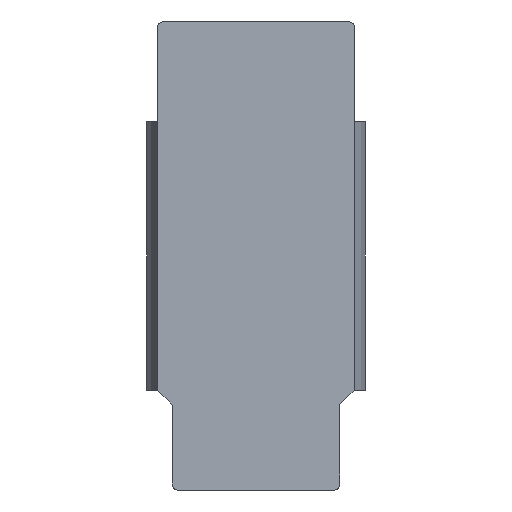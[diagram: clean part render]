
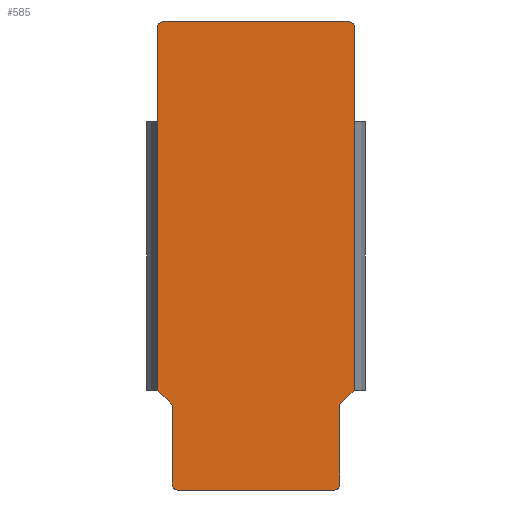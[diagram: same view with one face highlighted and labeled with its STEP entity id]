
A CAD part, front view. The second image highlights one B-rep face of the part: STEP entity #585.
In plain terms, the highlighted planar face has unit normal (0, -1, 0).
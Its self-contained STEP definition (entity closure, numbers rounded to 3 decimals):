
#34=FACE_OUTER_BOUND('',#66,.T.);
#66=EDGE_LOOP('',(#431,#432,#433,#434,#435,#436,#437,#438,#439,#440,#441,
#442,#443));
#92=CIRCLE('',#629,0.5);
#95=CIRCLE('',#637,0.5);
#97=CIRCLE('',#641,0.5);
#98=CIRCLE('',#642,0.5);
#125=LINE('',#895,#189);
#130=LINE('',#905,#194);
#135=LINE('',#921,#199);
#136=LINE('',#923,#200);
#137=LINE('',#925,#201);
#138=LINE('',#929,#202);
#139=LINE('',#933,#203);
#140=LINE('',#935,#204);
#141=LINE('',#936,#205);
#189=VECTOR('',#716,10.);
#194=VECTOR('',#723,10.);
#199=VECTOR('',#742,10.);
#200=VECTOR('',#743,10.);
#201=VECTOR('',#744,10.);
#202=VECTOR('',#747,10.);
#203=VECTOR('',#750,10.);
#204=VECTOR('',#751,10.);
#205=VECTOR('',#752,10.);
#250=VERTEX_POINT('',#880);
#251=VERTEX_POINT('',#882);
#254=VERTEX_POINT('',#892);
#255=VERTEX_POINT('',#894);
#259=VERTEX_POINT('',#904);
#263=VERTEX_POINT('',#920);
#264=VERTEX_POINT('',#922);
#265=VERTEX_POINT('',#924);
#266=VERTEX_POINT('',#926);
#267=VERTEX_POINT('',#928);
#268=VERTEX_POINT('',#930);
#269=VERTEX_POINT('',#932);
#270=VERTEX_POINT('',#934);
#309=EDGE_CURVE('',#250,#251,#92,.T.);
#315=EDGE_CURVE('',#255,#254,#125,.T.);
#320=EDGE_CURVE('',#251,#259,#130,.T.);
#326=EDGE_CURVE('',#259,#254,#95,.T.);
#328=EDGE_CURVE('',#263,#250,#135,.T.);
#329=EDGE_CURVE('',#264,#263,#136,.T.);
#330=EDGE_CURVE('',#264,#265,#137,.T.);
#331=EDGE_CURVE('',#266,#265,#97,.T.);
#332=EDGE_CURVE('',#266,#267,#138,.T.);
#333=EDGE_CURVE('',#268,#267,#98,.T.);
#334=EDGE_CURVE('',#268,#269,#139,.T.);
#335=EDGE_CURVE('',#270,#269,#140,.T.);
#336=EDGE_CURVE('',#270,#255,#141,.T.);
#431=ORIENTED_EDGE('',*,*,#326,.F.);
#432=ORIENTED_EDGE('',*,*,#320,.F.);
#433=ORIENTED_EDGE('',*,*,#309,.F.);
#434=ORIENTED_EDGE('',*,*,#328,.F.);
#435=ORIENTED_EDGE('',*,*,#329,.F.);
#436=ORIENTED_EDGE('',*,*,#330,.T.);
#437=ORIENTED_EDGE('',*,*,#331,.F.);
#438=ORIENTED_EDGE('',*,*,#332,.T.);
#439=ORIENTED_EDGE('',*,*,#333,.F.);
#440=ORIENTED_EDGE('',*,*,#334,.T.);
#441=ORIENTED_EDGE('',*,*,#335,.F.);
#442=ORIENTED_EDGE('',*,*,#336,.T.);
#443=ORIENTED_EDGE('',*,*,#315,.T.);
#558=PLANE('',#640);
#585=ADVANCED_FACE('',(#34),#558,.T.);
#629=AXIS2_PLACEMENT_3D('',#883,#704,#705);
#637=AXIS2_PLACEMENT_3D('',#916,#734,#735);
#640=AXIS2_PLACEMENT_3D('',#919,#740,#741);
#641=AXIS2_PLACEMENT_3D('',#927,#745,#746);
#642=AXIS2_PLACEMENT_3D('',#931,#748,#749);
#704=DIRECTION('center_axis',(0.,1.,0.));
#705=DIRECTION('ref_axis',(-0.707,0.,0.707));
#716=DIRECTION('',(0.,0.,1.));
#723=DIRECTION('',(1.,0.,0.));
#734=DIRECTION('center_axis',(0.,1.,0.));
#735=DIRECTION('ref_axis',(0.707,0.,0.707));
#740=DIRECTION('center_axis',(0.,-1.,0.));
#741=DIRECTION('ref_axis',(1.,0.,0.));
#742=DIRECTION('',(0.,0.,1.));
#743=DIRECTION('',(-0.707,0.,0.707));
#744=DIRECTION('',(0.,0.,-1.));
#745=DIRECTION('center_axis',(0.,1.,0.));
#746=DIRECTION('ref_axis',(-0.707,0.,-0.707));
#747=DIRECTION('',(1.,0.,0.));
#748=DIRECTION('center_axis',(0.,1.,0.));
#749=DIRECTION('ref_axis',(0.707,0.,-0.707));
#750=DIRECTION('',(0.,0.,1.));
#751=DIRECTION('',(-0.707,0.,-0.707));
#752=DIRECTION('',(1.,0.,0.));
#880=CARTESIAN_POINT('',(-9.875,-204.846,46.5));
#882=CARTESIAN_POINT('',(-9.375,-204.846,47.));
#883=CARTESIAN_POINT('Origin',(-9.375,-204.846,46.5));
#892=CARTESIAN_POINT('',(9.875,-204.846,46.5));
#894=CARTESIAN_POINT('',(9.875,-204.846,10.));
#895=CARTESIAN_POINT('',(9.875,-204.846,0.));
#904=CARTESIAN_POINT('',(9.375,-204.846,47.));
#905=CARTESIAN_POINT('',(-9.875,-204.846,47.));
#916=CARTESIAN_POINT('Origin',(9.375,-204.846,46.5));
#919=CARTESIAN_POINT('Origin',(-9.875,-204.846,0.));
#920=CARTESIAN_POINT('',(-9.875,-204.846,10.));
#921=CARTESIAN_POINT('',(-9.875,-204.846,0.));
#922=CARTESIAN_POINT('',(-8.4,-204.846,8.525));
#923=CARTESIAN_POINT('',(-7.006,-204.846,7.131));
#924=CARTESIAN_POINT('',(-8.4,-204.846,0.5));
#925=CARTESIAN_POINT('',(-8.4,-204.846,0.));
#926=CARTESIAN_POINT('',(-7.9,-204.846,0.));
#927=CARTESIAN_POINT('Origin',(-7.9,-204.846,0.5));
#928=CARTESIAN_POINT('',(7.9,-204.846,0.));
#929=CARTESIAN_POINT('',(-9.875,-204.846,0.));
#930=CARTESIAN_POINT('',(8.4,-204.846,0.5));
#931=CARTESIAN_POINT('Origin',(7.9,-204.846,0.5));
#932=CARTESIAN_POINT('',(8.4,-204.846,8.55));
#933=CARTESIAN_POINT('',(8.4,-204.846,0.));
#934=CARTESIAN_POINT('',(9.85,-204.846,10.));
#935=CARTESIAN_POINT('',(2.056,-204.846,2.206));
#936=CARTESIAN_POINT('',(-0.369,-204.846,10.));
